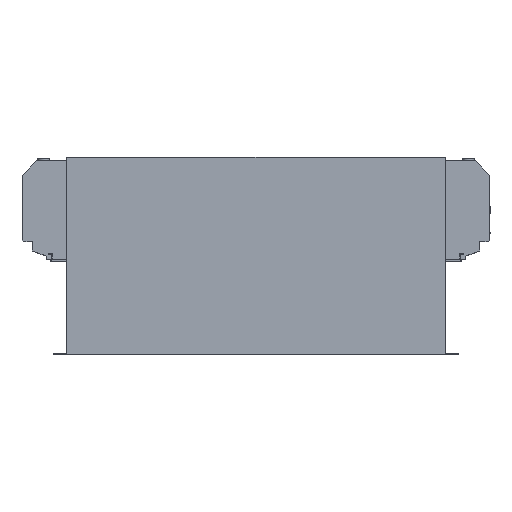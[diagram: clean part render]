
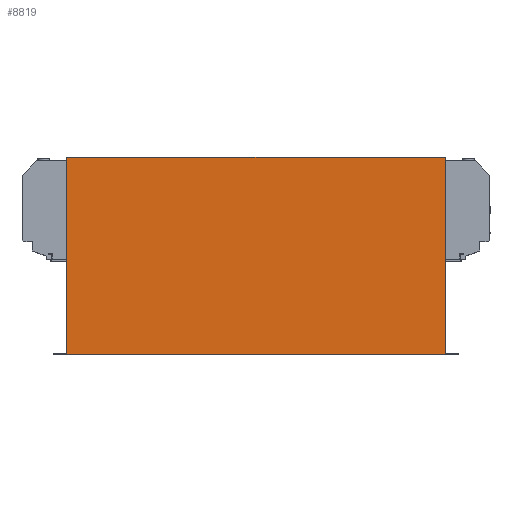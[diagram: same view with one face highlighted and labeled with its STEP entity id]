
A CAD part, top view. The second image highlights one B-rep face of the part: STEP entity #8819.
In plain terms, the highlighted planar face has unit normal (0, 0, 1).
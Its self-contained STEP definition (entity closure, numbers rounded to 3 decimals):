
#10 = LINE ( 'NONE', #3454, #6349 ) ;
#81 = PLANE ( 'NONE',  #4709 ) ;
#388 = VECTOR ( 'NONE', #6656, 1000. ) ;
#817 = ORIENTED_EDGE ( 'NONE', *, *, #7201, .T. ) ;
#834 = DIRECTION ( 'NONE',  ( -1., 0., 0. ) ) ;
#942 = LINE ( 'NONE', #4726, #4328 ) ;
#951 = DIRECTION ( 'NONE',  ( 0., 0., 1. ) ) ;
#1081 = DIRECTION ( 'NONE',  ( 0., 1., 0. ) ) ;
#1162 = CARTESIAN_POINT ( 'NONE',  ( 210., 0., 91.75 ) ) ;
#1225 = ORIENTED_EDGE ( 'NONE', *, *, #5120, .T. ) ;
#1504 = ORIENTED_EDGE ( 'NONE', *, *, #6980, .T. ) ;
#1526 = CARTESIAN_POINT ( 'NONE',  ( -225., -1.5, 91.75 ) ) ;
#2275 = CARTESIAN_POINT ( 'NONE',  ( 210., 0., 91.75 ) ) ;
#2534 = DIRECTION ( 'NONE',  ( -1., 0., 0. ) ) ;
#3079 = LINE ( 'NONE', #11166, #388 ) ;
#3176 = VERTEX_POINT ( 'NONE', #2275 ) ;
#3189 = EDGE_CURVE ( 'Defeature ausgef�hrt1_50+Defeature ausgef�hrt1_46+Defeature ausgef�hrt1_47+Defeature ausgef�hrt1_45', #9662, #5680, #6767, .T. ) ;
#3454 = CARTESIAN_POINT ( 'NONE',  ( -225., -1.5, 91.75 ) ) ;
#3534 = VERTEX_POINT ( 'NONE', #5574 ) ;
#3896 = EDGE_CURVE ( 'Defeature ausgef�hrt1_50+Defeature ausgef�hrt1_45+Defeature ausgef�hrt1_46+Defeature ausgef�hrt1_35', #5680, #3176, #5622, .T. ) ;
#3898 = FACE_OUTER_BOUND ( 'NONE', #8063, .T. ) ;
#3918 = CARTESIAN_POINT ( 'NONE',  ( 225., 0., 91.75 ) ) ;
#3946 = ORIENTED_EDGE ( 'NONE', *, *, #3189, .T. ) ;
#4122 = EDGE_CURVE ( 'Defeature ausgef�hrt1_50+Defeature ausgef�hrt1_48+Defeature ausgef�hrt1_25+Defeature ausgef�hrt1_47', #10240, #9898, #3079, .T. ) ;
#4148 = CARTESIAN_POINT ( 'NONE',  ( 210., 217.6, 91.75 ) ) ;
#4209 = ORIENTED_EDGE ( 'NONE', *, *, #5706, .T. ) ;
#4328 = VECTOR ( 'NONE', #6443, 1000. ) ;
#4709 = AXIS2_PLACEMENT_3D ( 'NONE', #5487, #951, #7247 ) ;
#4726 = CARTESIAN_POINT ( 'NONE',  ( -210., 0., 91.75 ) ) ;
#4849 = VERTEX_POINT ( 'NONE', #5072 ) ;
#5069 = VECTOR ( 'NONE', #8538, 1000. ) ;
#5072 = CARTESIAN_POINT ( 'NONE',  ( 210., 217.6, 91.75 ) ) ;
#5120 = EDGE_CURVE ( 'Defeature ausgef�hrt1_50+Defeature ausgef�hrt1_25+Defeature ausgef�hrt1_9+Defeature ausgef�hrt1_48', #3534, #10240, #942, .T. ) ;
#5380 = VERTEX_POINT ( 'NONE', #8618 ) ;
#5487 = CARTESIAN_POINT ( 'NONE',  ( 0., 0., 91.75 ) ) ;
#5574 = CARTESIAN_POINT ( 'NONE',  ( -210., 0., 91.75 ) ) ;
#5622 = LINE ( 'NONE', #10737, #9821 ) ;
#5680 = VERTEX_POINT ( 'NONE', #3918 ) ;
#5706 = EDGE_CURVE ( 'Defeature ausgef�hrt1_50+Defeature ausgef�hrt1_9+Defeature ausgef�hrt1_34+Defeature ausgef�hrt1_25', #5380, #3534, #8880, .T. ) ;
#5760 = DIRECTION ( 'NONE',  ( 0., -1., 0. ) ) ;
#6333 = CARTESIAN_POINT ( 'NONE',  ( 225., -1.5, 91.75 ) ) ;
#6349 = VECTOR ( 'NONE', #7934, 1000. ) ;
#6393 = EDGE_CURVE ( 'Defeature ausgef�hrt1_50+Defeature ausgef�hrt1_47+Defeature ausgef�hrt1_48+Defeature ausgef�hrt1_46', #9898, #9662, #10, .T. ) ;
#6443 = DIRECTION ( 'NONE',  ( -1., 0., 0. ) ) ;
#6477 = CARTESIAN_POINT ( 'NONE',  ( -225., 0., 91.75 ) ) ;
#6656 = DIRECTION ( 'NONE',  ( 0., -1., 0. ) ) ;
#6767 = LINE ( 'NONE', #9550, #5069 ) ;
#6775 = ORIENTED_EDGE ( 'NONE', *, *, #6393, .T. ) ;
#6980 = EDGE_CURVE ( 'Defeature ausgef�hrt1_50+Defeature ausgef�hrt1_35+Defeature ausgef�hrt1_45+Defeature ausgef�hrt1_34', #3176, #4849, #9684, .T. ) ;
#7201 = EDGE_CURVE ( 'Defeature ausgef�hrt1_50+Defeature ausgef�hrt1_34+Defeature ausgef�hrt1_35+Defeature ausgef�hrt1_9', #4849, #5380, #9670, .T. ) ;
#7247 = DIRECTION ( 'NONE',  ( 1., 0., 0. ) ) ;
#7627 = VECTOR ( 'NONE', #5760, 1000. ) ;
#7934 = DIRECTION ( 'NONE',  ( 1., 0., 0. ) ) ;
#8063 = EDGE_LOOP ( 'NONE', ( #4209, #1225, #10876, #6775, #3946, #8155, #1504, #817 ) ) ;
#8155 = ORIENTED_EDGE ( 'NONE', *, *, #3896, .T. ) ;
#8538 = DIRECTION ( 'NONE',  ( 0., 1., 0. ) ) ;
#8618 = CARTESIAN_POINT ( 'NONE',  ( -210., 217.6, 91.75 ) ) ;
#8819 = ADVANCED_FACE ( 'Defeature ausgef�hrt1_50', ( #3898 ), #81, .T. ) ;
#8880 = LINE ( 'NONE', #9361, #7627 ) ;
#9361 = CARTESIAN_POINT ( 'NONE',  ( -210., 217.6, 91.75 ) ) ;
#9550 = CARTESIAN_POINT ( 'NONE',  ( 225., -1.5, 91.75 ) ) ;
#9662 = VERTEX_POINT ( 'NONE', #6333 ) ;
#9670 = LINE ( 'NONE', #4148, #10237 ) ;
#9684 = LINE ( 'NONE', #1162, #11656 ) ;
#9821 = VECTOR ( 'NONE', #834, 1000. ) ;
#9898 = VERTEX_POINT ( 'NONE', #1526 ) ;
#10237 = VECTOR ( 'NONE', #2534, 1000. ) ;
#10240 = VERTEX_POINT ( 'NONE', #6477 ) ;
#10737 = CARTESIAN_POINT ( 'NONE',  ( 225., 0., 91.75 ) ) ;
#10876 = ORIENTED_EDGE ( 'NONE', *, *, #4122, .T. ) ;
#11166 = CARTESIAN_POINT ( 'NONE',  ( -225., 0., 91.75 ) ) ;
#11656 = VECTOR ( 'NONE', #1081, 1000. ) ;
